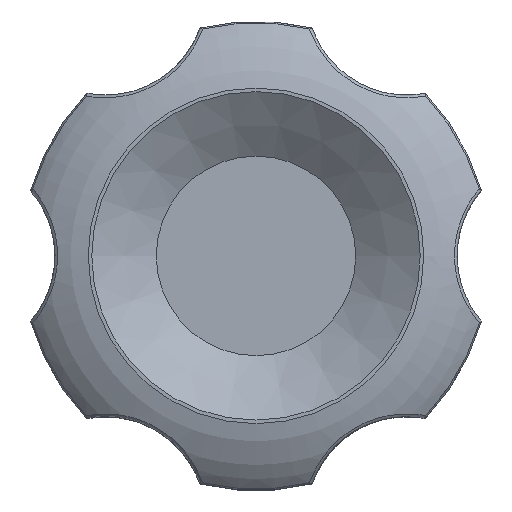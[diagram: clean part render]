
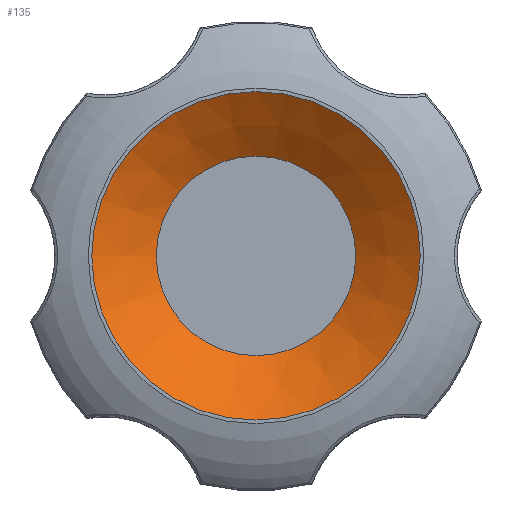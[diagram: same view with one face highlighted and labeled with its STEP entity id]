
A CAD part, top view. The second image highlights one B-rep face of the part: STEP entity #135.
In plain terms, the highlighted conical face has half-angle 55.359 degrees and reference radius 7 mm.
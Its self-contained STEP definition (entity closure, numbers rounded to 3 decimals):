
#135 = ADVANCED_FACE( '', ( #296, #297 ), #298, .F. );
#296 = FACE_BOUND( '', #1888, .T. );
#297 = FACE_OUTER_BOUND( '', #1889, .T. );
#298 = CONICAL_SURFACE( '', #1890, 7., 0.966 );
#1888 = EDGE_LOOP( '', ( #3193 ) );
#1889 = EDGE_LOOP( '', ( #3194 ) );
#1890 = AXIS2_PLACEMENT_3D( '', #3195, #3196, #3197 );
#3193 = ORIENTED_EDGE( '', *, *, #3524, .F. );
#3194 = ORIENTED_EDGE( '', *, *, #3525, .T. );
#3195 = CARTESIAN_POINT( '', ( 0., 0., 20. ) );
#3196 = DIRECTION( '', ( 0., 0., 1. ) );
#3197 = DIRECTION( '', ( 1., 0., 0. ) );
#3524 = EDGE_CURVE( '', #3774, #3774, #3775, .T. );
#3525 = EDGE_CURVE( '', #3776, #3776, #3777, .T. );
#3774 = VERTEX_POINT( '', #5565 );
#3775 = CIRCLE( '', #5566, 4.25 );
#3776 = VERTEX_POINT( '', #5567 );
#3777 = CIRCLE( '', #5568, 7. );
#5565 = CARTESIAN_POINT( '', ( 4.25, 0., 18.1 ) );
#5566 = AXIS2_PLACEMENT_3D( '', #6241, #6242, #6243 );
#5567 = CARTESIAN_POINT( '', ( 7., 0., 20. ) );
#5568 = AXIS2_PLACEMENT_3D( '', #6244, #6245, #6246 );
#6241 = CARTESIAN_POINT( '', ( 0., 0., 18.1 ) );
#6242 = DIRECTION( '', ( 0., 0., 1. ) );
#6243 = DIRECTION( '', ( 1., 0., 0. ) );
#6244 = CARTESIAN_POINT( '', ( 0., 0., 20. ) );
#6245 = DIRECTION( '', ( 0., 0., 1. ) );
#6246 = DIRECTION( '', ( 1., 0., 0. ) );
